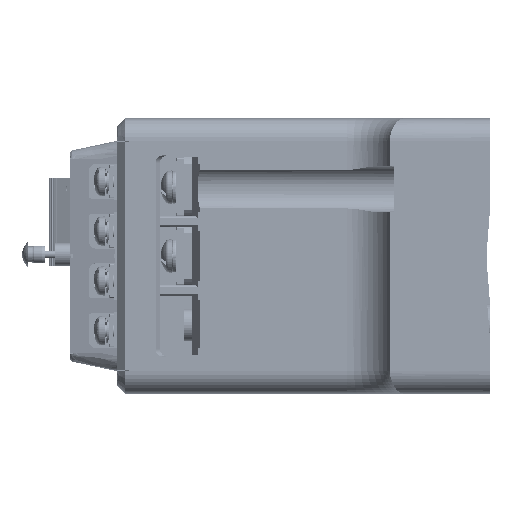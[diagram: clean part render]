
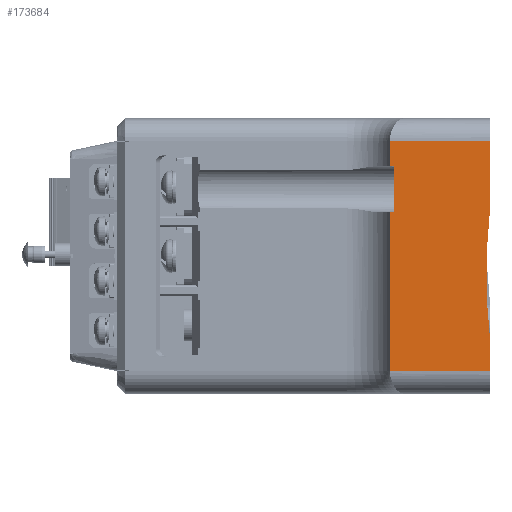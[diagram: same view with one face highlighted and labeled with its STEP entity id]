
A CAD part, left-side view. The second image highlights one B-rep face of the part: STEP entity #173684.
In plain terms, the highlighted planar face has unit normal (-1, 0, 0).
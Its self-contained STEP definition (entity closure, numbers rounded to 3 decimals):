
#3450 = VERTEX_POINT ( 'NONE', #133084 ) ;
#3458 = VERTEX_POINT ( 'NONE', #133107 ) ;
#3474 = VERTEX_POINT ( 'NONE', #133117 ) ;
#3486 = VERTEX_POINT ( 'NONE', #133124 ) ;
#3488 = VERTEX_POINT ( 'NONE', #133127 ) ;
#3492 = VERTEX_POINT ( 'NONE', #133129 ) ;
#3507 = VERTEX_POINT ( 'NONE', #133138 ) ;
#3508 = VERTEX_POINT ( 'NONE', #133139 ) ;
#21538 = EDGE_CURVE ( 'NONE', #3450, #148687, #32934, .T. ) ;
#21539 = EDGE_CURVE ( 'NONE', #3450, #3486, #35251, .T. ) ;
#21540 = EDGE_CURVE ( 'NONE', #3486, #3488, #35250, .T. ) ;
#21541 = EDGE_CURVE ( 'NONE', #3488, #3492, #35259, .T. ) ;
#21542 = EDGE_CURVE ( 'NONE', #3474, #3492, #35262, .T. ) ;
#21543 = EDGE_CURVE ( 'NONE', #3458, #3474, #35242, .T. ) ;
#21544 = EDGE_CURVE ( 'NONE', #3458, #3507, #35268, .T. ) ;
#21545 = EDGE_CURVE ( 'NONE', #3507, #3508, #35271, .T. ) ;
#21546 = EDGE_CURVE ( 'NONE', #3508, #148686, #35274, .T. ) ;
#32925 = VECTOR ( 'NONE', #35256, 1000. ) ;
#32934 = CIRCLE ( 'NONE', #32940, 143.305 ) ;
#32939 = VECTOR ( 'NONE', #35258, 1000. ) ;
#32940 = AXIS2_PLACEMENT_3D ( 'NONE', #35252, #35253, #35254 ) ;
#32942 = VECTOR ( 'NONE', #35267, 1000. ) ;
#32944 = VECTOR ( 'NONE', #35261, 1000. ) ;
#32946 = VECTOR ( 'NONE', #35265, 1000. ) ;
#32950 = VECTOR ( 'NONE', #35270, 1000. ) ;
#32952 = VECTOR ( 'NONE', #35273, 1000. ) ;
#32953 = VECTOR ( 'NONE', #35276, 1000. ) ;
#35242 = LINE ( 'NONE', #35266, #32942 ) ;
#35246 = CARTESIAN_POINT ( 'NONE',  ( -78., 0., -36. ) ) ;
#35250 = LINE ( 'NONE', #35257, #32939 ) ;
#35251 = LINE ( 'NONE', #35246, #32925 ) ;
#35252 = CARTESIAN_POINT ( 'NONE',  ( -78., -142.305, -4.9 ) ) ;
#35253 = DIRECTION ( 'NONE',  ( -1., 0., 0. ) ) ;
#35254 = DIRECTION ( 'NONE',  ( 0., 0., 1. ) ) ;
#35256 = DIRECTION ( 'NONE',  ( 0., 0., 1. ) ) ;
#35257 = CARTESIAN_POINT ( 'NONE',  ( -78., 110., 30. ) ) ;
#35258 = DIRECTION ( 'NONE',  ( 0., 1., 0. ) ) ;
#35259 = LINE ( 'NONE', #35260, #32944 ) ;
#35260 = CARTESIAN_POINT ( 'NONE',  ( -78., 26.186, -36. ) ) ;
#35261 = DIRECTION ( 'NONE',  ( 0., 0., -1. ) ) ;
#35262 = LINE ( 'NONE', #35264, #32946 ) ;
#35264 = CARTESIAN_POINT ( 'NONE',  ( -78., 110., 23.5 ) ) ;
#35265 = DIRECTION ( 'NONE',  ( 0., 1., 0. ) ) ;
#35266 = CARTESIAN_POINT ( 'NONE',  ( -78., 25., -36. ) ) ;
#35267 = DIRECTION ( 'NONE',  ( 0., 0., 1. ) ) ;
#35268 = LINE ( 'NONE', #35269, #32950 ) ;
#35269 = CARTESIAN_POINT ( 'NONE',  ( -78., 110., 11.5 ) ) ;
#35270 = DIRECTION ( 'NONE',  ( 0., 1., 0. ) ) ;
#35271 = LINE ( 'NONE', #35272, #32952 ) ;
#35272 = CARTESIAN_POINT ( 'NONE',  ( -78., 26.186, -36. ) ) ;
#35273 = DIRECTION ( 'NONE',  ( 0., 0., -1. ) ) ;
#35274 = LINE ( 'NONE', #35275, #32953 ) ;
#35275 = CARTESIAN_POINT ( 'NONE',  ( -78., 110., -30. ) ) ;
#35276 = DIRECTION ( 'NONE',  ( 0., -1., 0. ) ) ;
#39218 = ORIENTED_EDGE ( 'NONE', *, *, #163530, .T. ) ;
#39220 = ORIENTED_EDGE ( 'NONE', *, *, #21538, .F. ) ;
#39222 = ORIENTED_EDGE ( 'NONE', *, *, #21539, .T. ) ;
#39224 = ORIENTED_EDGE ( 'NONE', *, *, #21540, .T. ) ;
#39226 = ORIENTED_EDGE ( 'NONE', *, *, #21541, .T. ) ;
#39228 = ORIENTED_EDGE ( 'NONE', *, *, #21542, .F. ) ;
#39230 = ORIENTED_EDGE ( 'NONE', *, *, #21543, .F. ) ;
#39232 = ORIENTED_EDGE ( 'NONE', *, *, #21544, .T. ) ;
#39233 = ORIENTED_EDGE ( 'NONE', *, *, #21545, .T. ) ;
#39235 = ORIENTED_EDGE ( 'NONE', *, *, #21546, .T. ) ;
#102090 = VECTOR ( 'NONE', #117161, 1000. ) ;
#103003 = EDGE_LOOP ( 'NONE', ( #39218, #39220, #39222, #39224, #39226, #39228, #39230, #39232, #39233, #39235 ) ) ;
#107697 = CARTESIAN_POINT ( 'NONE',  ( -78., 0., -30. ) ) ;
#107699 = CARTESIAN_POINT ( 'NONE',  ( -78., 0., -21.8 ) ) ;
#117148 = LINE ( 'NONE', #117160, #102090 ) ;
#117160 = CARTESIAN_POINT ( 'NONE',  ( -78., 0., -36. ) ) ;
#117161 = DIRECTION ( 'NONE',  ( 0., 0., 1. ) ) ;
#133084 = CARTESIAN_POINT ( 'NONE',  ( -78., 0., 12. ) ) ;
#133107 = CARTESIAN_POINT ( 'NONE',  ( -78., 25., 11.5 ) ) ;
#133117 = CARTESIAN_POINT ( 'NONE',  ( -78., 25., 23.5 ) ) ;
#133124 = CARTESIAN_POINT ( 'NONE',  ( -78., 0., 30. ) ) ;
#133127 = CARTESIAN_POINT ( 'NONE',  ( -78., 26.186, 30. ) ) ;
#133129 = CARTESIAN_POINT ( 'NONE',  ( -78., 26.186, 23.5 ) ) ;
#133138 = CARTESIAN_POINT ( 'NONE',  ( -78., 26.186, 11.5 ) ) ;
#133139 = CARTESIAN_POINT ( 'NONE',  ( -78., 26.186, -30. ) ) ;
#148686 = VERTEX_POINT ( 'NONE', #107697 ) ;
#148687 = VERTEX_POINT ( 'NONE', #107699 ) ;
#154526 = AXIS2_PLACEMENT_3D ( 'NONE', #165361, #165404, #165408 ) ;
#163530 = EDGE_CURVE ( 'NONE', #148686, #148687, #117148, .T. ) ;
#165361 = CARTESIAN_POINT ( 'NONE',  ( -78., 110., -36. ) ) ;
#165389 = FACE_OUTER_BOUND ( 'NONE', #103003, .T. ) ;
#165393 = PLANE ( 'NONE',  #154526 ) ;
#165404 = DIRECTION ( 'NONE',  ( 1., 0., 0. ) ) ;
#165408 = DIRECTION ( 'NONE',  ( 0., 0., -1. ) ) ;
#173684 = ADVANCED_FACE ( 'NONE', ( #165389 ), #165393, .F. ) ;
